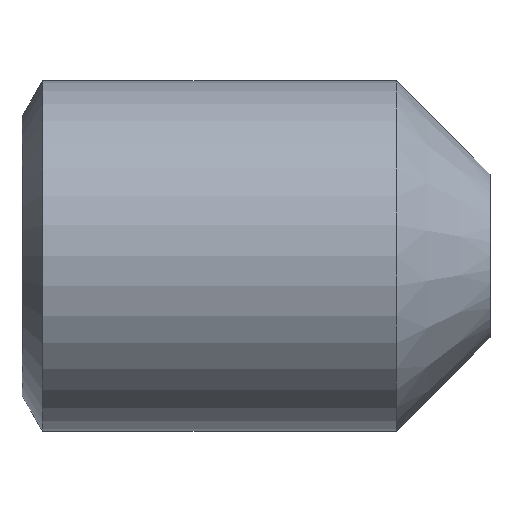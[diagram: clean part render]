
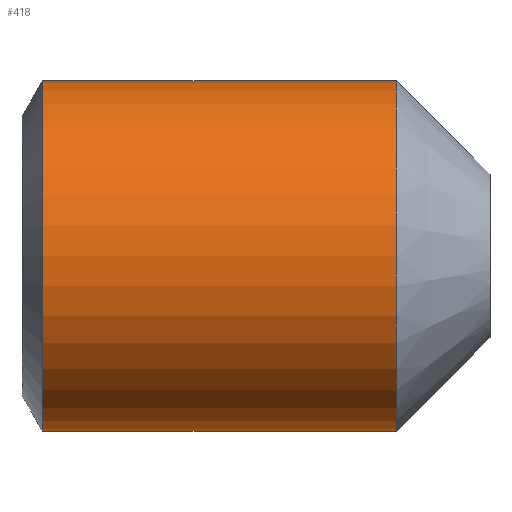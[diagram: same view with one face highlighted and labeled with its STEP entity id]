
A CAD part, top view. The second image highlights one B-rep face of the part: STEP entity #418.
In plain terms, the highlighted cylindrical face has radius 1.5 mm (diameter 3 mm), a partial arc.
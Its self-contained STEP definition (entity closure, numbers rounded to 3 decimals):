
#358=CARTESIAN_POINT('',(3.2,-1.5,0.));
#359=VERTEX_POINT('',#358);
#360=CARTESIAN_POINT('',(0.177,-1.5,0.));
#361=VERTEX_POINT('',#360);
#362=CARTESIAN_POINT('',(3.2,-1.5,0.));
#363=DIRECTION('',(-1.,-0.,-0.));
#364=VECTOR('',#363,3.023);
#365=LINE('',#362,#364);
#366=EDGE_CURVE('',#359,#361,#365,.T.);
#368=CARTESIAN_POINT('',(0.177,1.5,-0.));
#369=VERTEX_POINT('',#368);
#377=CARTESIAN_POINT('',(3.2,1.5,-0.));
#378=VERTEX_POINT('',#377);
#379=CARTESIAN_POINT('',(3.2,1.5,0.));
#380=DIRECTION('',(-1.,-0.,0.));
#381=VECTOR('',#380,3.023);
#382=LINE('',#379,#381);
#383=EDGE_CURVE('',#378,#369,#382,.T.);
#395=CARTESIAN_POINT('',(4.,0.,0.));
#396=DIRECTION('',(1.,0.,0.));
#397=DIRECTION('',(-0.,1.,0.));
#398=AXIS2_PLACEMENT_3D('',#395,#396,#397);
#399=CYLINDRICAL_SURFACE('',#398,1.5);
#400=ORIENTED_EDGE('',*,*,#366,.F.);
#401=CARTESIAN_POINT('',(3.2,0.,0.));
#402=DIRECTION('',(1.,0.,0.));
#403=DIRECTION('',(-0.,1.,0.));
#404=AXIS2_PLACEMENT_3D('',#401,#402,#403);
#405=CIRCLE('',#404,1.5);
#406=EDGE_CURVE('',#378,#359,#405,.T.);
#407=ORIENTED_EDGE('',*,*,#406,.F.);
#408=ORIENTED_EDGE('',*,*,#383,.T.);
#409=CARTESIAN_POINT('',(0.177,0.,0.));
#410=DIRECTION('',(1.,0.,0.));
#411=DIRECTION('',(-0.,1.,0.));
#412=AXIS2_PLACEMENT_3D('',#409,#410,#411);
#413=CIRCLE('',#412,1.5);
#414=EDGE_CURVE('',#369,#361,#413,.T.);
#415=ORIENTED_EDGE('',*,*,#414,.T.);
#416=EDGE_LOOP('',(#400,#407,#408,#415));
#417=FACE_BOUND('',#416,.T.);
#418=ADVANCED_FACE('',(#417),#399,.T.);
